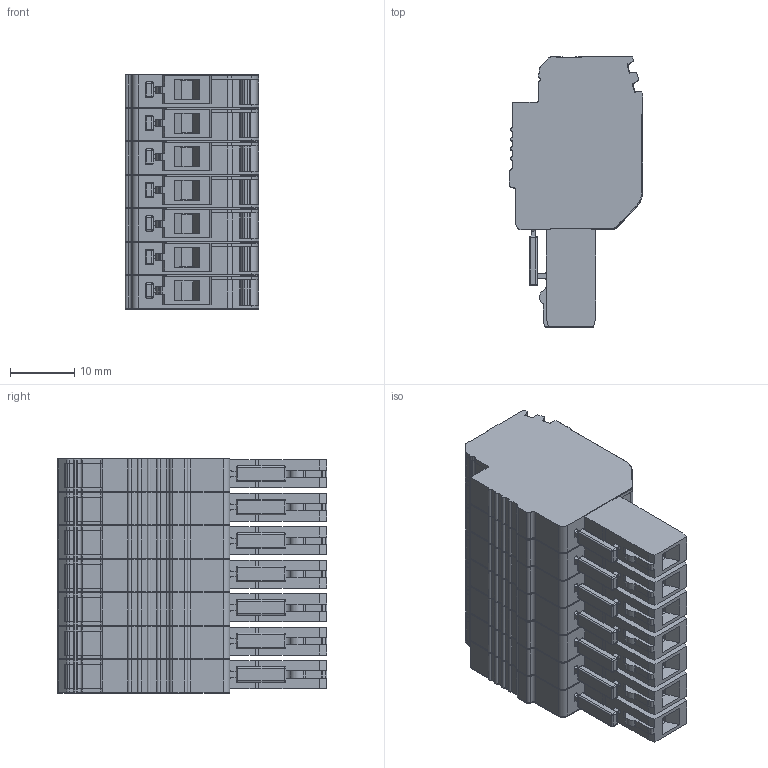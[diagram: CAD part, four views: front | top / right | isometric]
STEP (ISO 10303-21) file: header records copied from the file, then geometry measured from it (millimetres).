
FILE_DESCRIPTION (( 'STEP AP214' ), '1' );
FILE_NAME ('310389_SG_PT 2.5CS_7_Grey.STEP', '2017-09-28T08:04:05', ( '' ), ( '' ), 'SwSTEP 2.0', 'SolidWorks 2017', '' );
FILE_SCHEMA (( 'AUTOMOTIVE_DESIGN' ));
Length unit declared in the file: millimetre
Products named in the file (1): 310389_SG_PT 2.5CS_7_Grey
Bounding box: 20.78 x 41.9 x 36.4 mm (x, y, z)
Volume: 20226.9 mm3; surface area: 8692 mm2
Topology: 1 solids, 8 shells, 2058 faces, 5805 edges, 3749 vertices
Faces by surface type: plane 1322, cylinder 680, bspline 56
Entity records: 66482 total; most frequent: CARTESIAN_POINT 12460, ORIENTED_EDGE 11498, DIRECTION 11108, EDGE_CURVE 5749, LINE 4354, VECTOR 4354, VERTEX_POINT 3749, AXIS2_PLACEMENT_3D 3377
